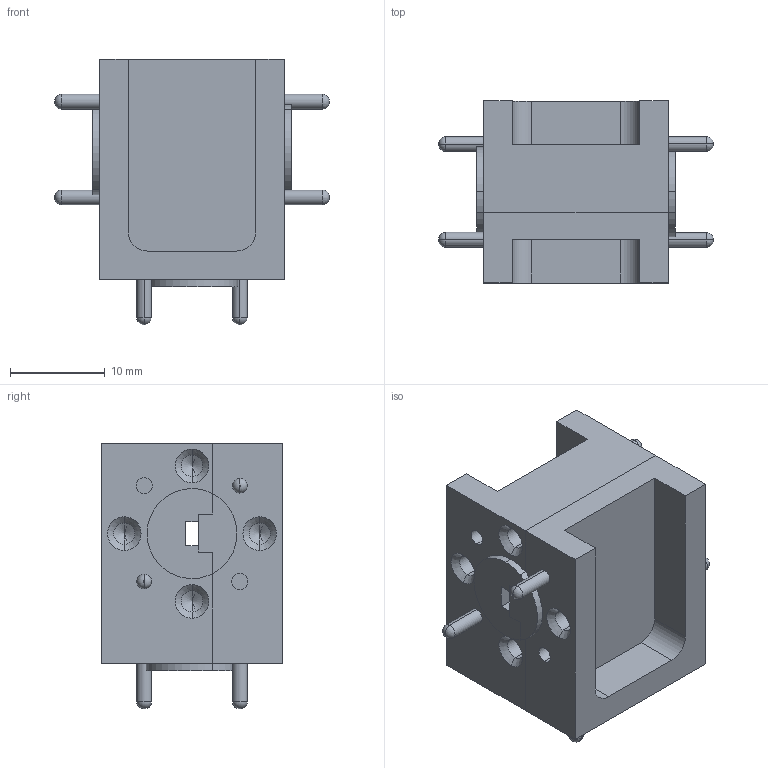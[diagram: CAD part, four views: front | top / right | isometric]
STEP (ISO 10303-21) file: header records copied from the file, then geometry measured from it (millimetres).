
FILE_DESCRIPTION (( 'STEP AP214' ), '1' );
FILE_NAME ('FM-W10CR002_3D.step', '2023-03-08T20:49:02', ( '' ), ( '' ), 'SwSTEP 2.0', 'SolidWorks 2022', '' );
FILE_SCHEMA (( 'AUTOMOTIVE_DESIGN' ));
Length unit declared in the file: inch
Products named in the file (1): FM-W10CR002_3D
Bounding box: 29 x 19.2 x 28 mm (x, y, z)
Volume: 6066.6 mm3; surface area: 3846.3 mm2
Topology: 1 solids, 1 shells, 259 faces, 620 edges, 374 vertices
Faces by surface type: plane 94, cylinder 93, cone 48, torus 24
Entity records: 7736 total; most frequent: CARTESIAN_POINT 1374, DIRECTION 1326, ORIENTED_EDGE 1192, EDGE_CURVE 596, AXIS2_PLACEMENT_3D 518, VERTEX_POINT 374, EDGE_LOOP 298, VECTOR 290
